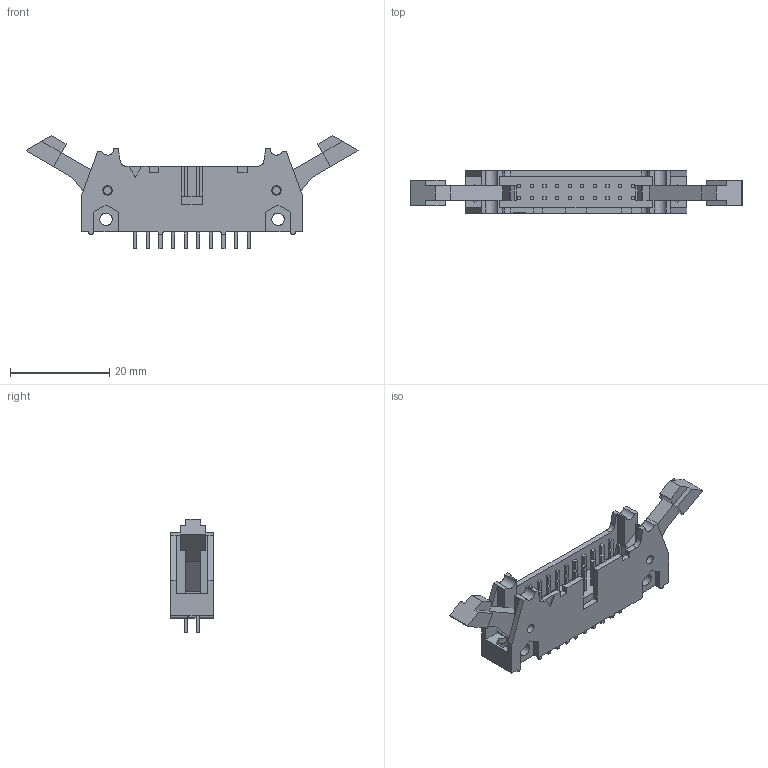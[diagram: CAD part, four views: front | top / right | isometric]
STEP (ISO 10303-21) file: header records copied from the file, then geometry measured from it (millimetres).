
FILE_DESCRIPTION(/* description */ (''),/* implementation_level */ '2;1');
FILE_NAME(/* name */ '3M_N3428-6302RB.stp',/* time_stamp */ '2015-12-09T09:28:58+01:00',/* author */ ('riccim'),/* organization */ (''),/* preprocessor_version */ 'ST-DEVELOPER v15.5',/* originating_system */ 'AutoCAD Mechanical',/* authorisation */ ', , ');
FILE_SCHEMA (('AUTOMOTIVE_DESIGN { 1 0 10303 214 3 1 1 }'));
Length unit declared in the file: millimetre
Products named in the file (1): Product
Bounding box: 66.96 x 8.64 x 22.8 mm (x, y, z)
Volume: 3570 mm3; surface area: 4563.8 mm2
Topology: 43 solids, 43 shells, 409 faces, 963 edges, 640 vertices
Faces by surface type: plane 375, cylinder 34
Full cylindrical faces by diameter (mm): 1.575 x2, 1.905 x2, 2.54 x4
Entity records: 12879 total; most frequent: CARTESIAN_POINT 4052, ORIENTED_EDGE 1910, DIRECTION 1472, EDGE_CURVE 955, VERTEX_POINT 640, LINE 596, VECTOR 596, AXIS2_PLACEMENT_3D 438
